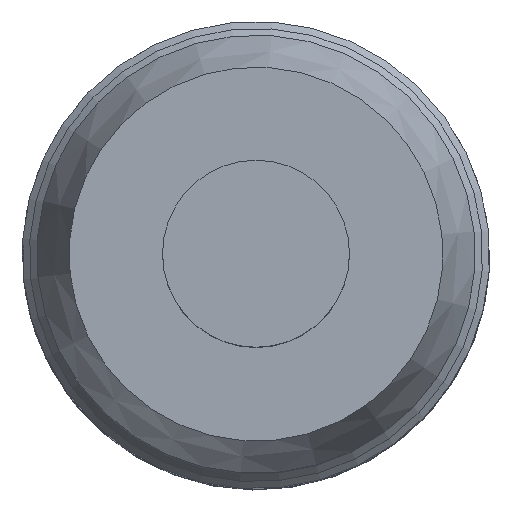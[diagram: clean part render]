
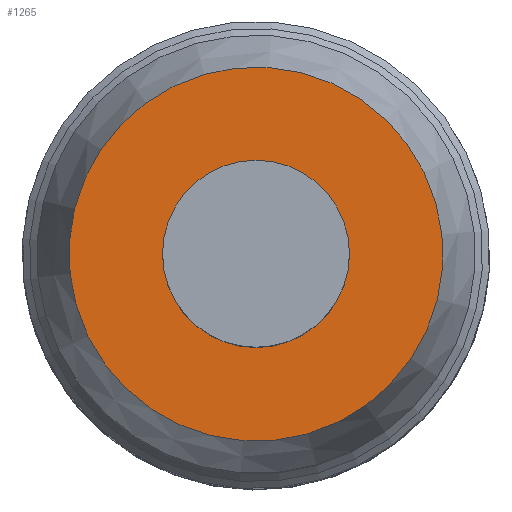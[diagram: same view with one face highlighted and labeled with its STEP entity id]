
A CAD part, top view. The second image highlights one B-rep face of the part: STEP entity #1265.
In plain terms, the highlighted planar face has unit normal (0, 0, 1).
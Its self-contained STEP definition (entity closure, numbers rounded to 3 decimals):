
#1036=PLANE('',#4481);
#1265=ADVANCED_FACE('',(#1590,#1591),#1036,.T.);
#1492=CIRCLE('',#4479,2.9);
#1493=CIRCLE('',#4480,5.8);
#1590=FACE_BOUND('',#1891,.T.);
#1591=FACE_BOUND('',#1892,.T.);
#1891=EDGE_LOOP('',(#3017));
#1892=EDGE_LOOP('',(#3018));
#3017=ORIENTED_EDGE('',*,*,#3984,.F.);
#3018=ORIENTED_EDGE('',*,*,#3985,.T.);
#3421=VERTEX_POINT('',#7784);
#3422=VERTEX_POINT('',#7786);
#3984=EDGE_CURVE('',#3421,#3421,#1492,.T.);
#3985=EDGE_CURVE('',#3422,#3422,#1493,.T.);
#4479=AXIS2_PLACEMENT_3D('',#7783,#5532,#5533);
#4480=AXIS2_PLACEMENT_3D('',#7785,#5534,#5535);
#4481=AXIS2_PLACEMENT_3D('',#7787,#5536,#5537);
#5532=DIRECTION('',(0.,0.,1.));
#5533=DIRECTION('',(1.,0.,0.));
#5534=DIRECTION('',(0.,0.,1.));
#5535=DIRECTION('',(-0.07,-0.998,0.));
#5536=DIRECTION('',(0.,0.,1.));
#5537=DIRECTION('',(-0.07,-0.998,0.));
#7783=CARTESIAN_POINT('',(0.,0.,43.9));
#7784=CARTESIAN_POINT('',(2.9,0.,43.9));
#7785=CARTESIAN_POINT('',(0.,0.,43.9));
#7786=CARTESIAN_POINT('',(-0.405,-5.786,43.9));
#7787=CARTESIAN_POINT('',(0.,0.,43.9));
